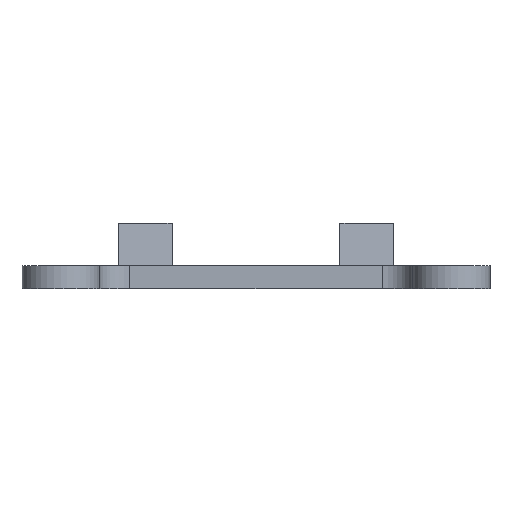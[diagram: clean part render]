
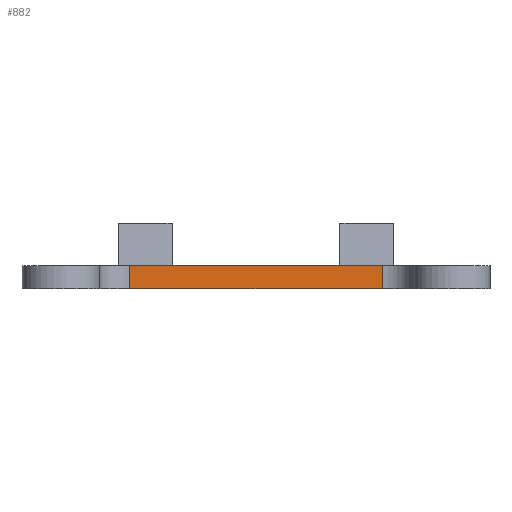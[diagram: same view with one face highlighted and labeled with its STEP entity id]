
A CAD part, front view. The second image highlights one B-rep face of the part: STEP entity #882.
In plain terms, the highlighted planar face has unit normal (0, -1, 0).
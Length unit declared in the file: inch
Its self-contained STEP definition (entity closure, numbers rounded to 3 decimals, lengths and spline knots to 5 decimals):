
#30=PLANE('',#934);
#58=FACE_OUTER_BOUND('',#104,.T.);
#104=EDGE_LOOP('',(#611,#612,#613,#614));
#162=LINE('',#1286,#252);
#166=LINE('',#1298,#256);
#168=LINE('',#1303,#258);
#169=LINE('',#1304,#259);
#252=VECTOR('',#1022,0.09549);
#256=VECTOR('',#1032,0.09549);
#258=VECTOR('',#1038,1.04417);
#259=VECTOR('',#1039,1.04417);
#381=VERTEX_POINT('',#1279);
#384=VERTEX_POINT('',#1284);
#388=VERTEX_POINT('',#1295);
#389=VERTEX_POINT('',#1297);
#472=EDGE_CURVE('',#384,#381,#162,.T.);
#477=EDGE_CURVE('',#388,#389,#166,.T.);
#480=EDGE_CURVE('',#389,#384,#168,.T.);
#481=EDGE_CURVE('',#388,#381,#169,.T.);
#611=ORIENTED_EDGE('',*,*,#472,.F.);
#612=ORIENTED_EDGE('',*,*,#480,.F.);
#613=ORIENTED_EDGE('',*,*,#477,.F.);
#614=ORIENTED_EDGE('',*,*,#481,.T.);
#882=ADVANCED_FACE('',(#58),#30,.T.);
#934=AXIS2_PLACEMENT_3D('',#1302,#1036,#1037);
#1022=DIRECTION('',(0.,0.,-1.));
#1032=DIRECTION('',(0.,0.,1.));
#1036=DIRECTION('center_axis',(0.,-1.,0.));
#1037=DIRECTION('ref_axis',(1.,0.,0.));
#1038=DIRECTION('',(1.,0.,0.));
#1039=DIRECTION('',(1.,0.,0.));
#1279=CARTESIAN_POINT('',(0.54177,0.56709,0.44));
#1284=CARTESIAN_POINT('',(0.54177,0.56709,0.53549));
#1286=CARTESIAN_POINT('',(0.54177,0.56709,0.44));
#1295=CARTESIAN_POINT('',(-0.5024,0.56709,0.44));
#1297=CARTESIAN_POINT('',(-0.5024,0.56709,0.53549));
#1298=CARTESIAN_POINT('',(-0.5024,0.56709,0.44));
#1302=CARTESIAN_POINT('Origin',(-0.6274,0.56709,0.44));
#1303=CARTESIAN_POINT('',(-0.6274,0.56709,0.53549));
#1304=CARTESIAN_POINT('',(-0.6274,0.56709,0.44));
